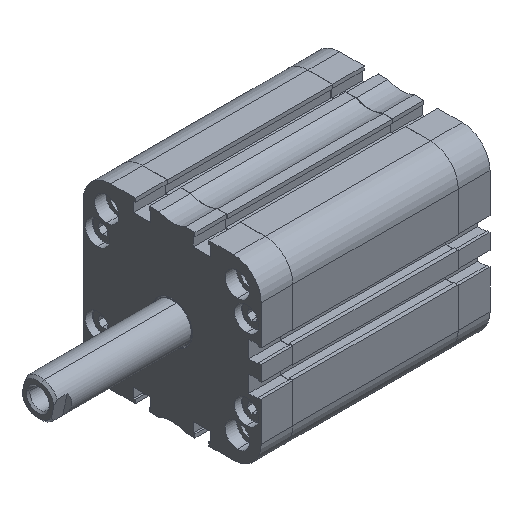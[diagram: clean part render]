
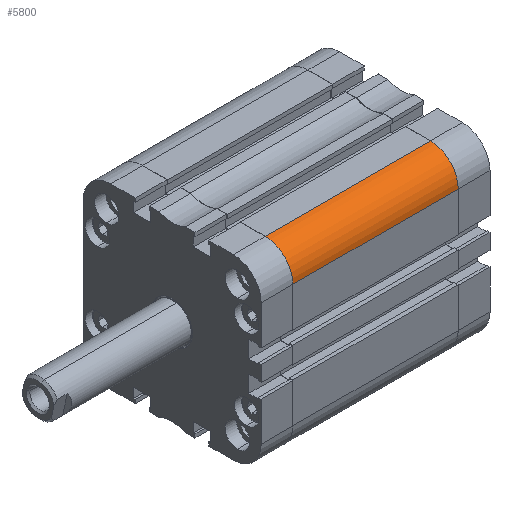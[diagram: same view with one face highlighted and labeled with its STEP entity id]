
A CAD part, isometric view. The second image highlights one B-rep face of the part: STEP entity #5800.
In plain terms, the highlighted cylindrical face has radius 12 mm (diameter 24 mm), a partial arc.
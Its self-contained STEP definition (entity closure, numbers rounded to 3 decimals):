
#685 = ORIENTED_EDGE ( 'NONE', *, *, #5418, .F. ) ;
#1344 = DIRECTION ( 'NONE',  ( 1., 0., 0. ) ) ;
#1381 = ORIENTED_EDGE ( 'NONE', *, *, #19079, .F. ) ;
#1384 = CARTESIAN_POINT ( 'NONE',  ( 71.5, -26.5, 38.5 ) ) ;
#3596 = CIRCLE ( 'NONE', #3959, 12. ) ;
#3959 = AXIS2_PLACEMENT_3D ( 'NONE', #6148, #18785, #13204 ) ;
#4223 = DIRECTION ( 'NONE',  ( 0., 0., 1. ) ) ;
#5102 = CARTESIAN_POINT ( 'NONE',  ( 0., -26.5, 38.5 ) ) ;
#5204 = AXIS2_PLACEMENT_3D ( 'NONE', #5829, #9538, #4223 ) ;
#5418 = EDGE_CURVE ( 'NONE', #9087, #14866, #14538, .T. ) ;
#5592 = DIRECTION ( 'NONE',  ( 1., 0., 0. ) ) ;
#5800 = ADVANCED_FACE ( 'NONE', ( #18230 ), #18572, .T. ) ;
#5829 = CARTESIAN_POINT ( 'NONE',  ( 71.5, -26.5, 26.5 ) ) ;
#6091 = EDGE_LOOP ( 'NONE', ( #19431, #14973, #1381, #685 ) ) ;
#6148 = CARTESIAN_POINT ( 'NONE',  ( 0., -26.5, 26.5 ) ) ;
#6490 = VECTOR ( 'NONE', #5592, 1000. ) ;
#7214 = LINE ( 'NONE', #21694, #6490 ) ;
#7270 = CARTESIAN_POINT ( 'NONE',  ( 0., -38.5, 26.5 ) ) ;
#7659 = AXIS2_PLACEMENT_3D ( 'NONE', #11605, #1344, #10340 ) ;
#9087 = VERTEX_POINT ( 'NONE', #11973 ) ;
#9160 = EDGE_CURVE ( 'NONE', #16317, #21238, #7214, .T. ) ;
#9231 = CARTESIAN_POINT ( 'NONE',  ( 71.5, -38.5, 26.5 ) ) ;
#9538 = DIRECTION ( 'NONE',  ( -1., 0., 0. ) ) ;
#10340 = DIRECTION ( 'NONE',  ( 0., 0., -1. ) ) ;
#11605 = CARTESIAN_POINT ( 'NONE',  ( 71.5, -26.5, 26.5 ) ) ;
#11973 = CARTESIAN_POINT ( 'NONE',  ( 71.5, -38.5, 26.5 ) ) ;
#13204 = DIRECTION ( 'NONE',  ( 0., 0., -1. ) ) ;
#14538 = LINE ( 'NONE', #9231, #21816 ) ;
#14866 = VERTEX_POINT ( 'NONE', #7270 ) ;
#14973 = ORIENTED_EDGE ( 'NONE', *, *, #9160, .F. ) ;
#16317 = VERTEX_POINT ( 'NONE', #5102 ) ;
#18230 = FACE_OUTER_BOUND ( 'NONE', #6091, .T. ) ;
#18380 = EDGE_CURVE ( 'NONE', #21238, #9087, #19470, .T. ) ;
#18572 = CYLINDRICAL_SURFACE ( 'NONE', #5204, 12. ) ;
#18785 = DIRECTION ( 'NONE',  ( -1., 0., 0. ) ) ;
#19079 = EDGE_CURVE ( 'NONE', #14866, #16317, #3596, .T. ) ;
#19431 = ORIENTED_EDGE ( 'NONE', *, *, #18380, .F. ) ;
#19470 = CIRCLE ( 'NONE', #7659, 12. ) ;
#19893 = DIRECTION ( 'NONE',  ( -1., 0., 0. ) ) ;
#21238 = VERTEX_POINT ( 'NONE', #1384 ) ;
#21694 = CARTESIAN_POINT ( 'NONE',  ( 71.5, -26.5, 38.5 ) ) ;
#21816 = VECTOR ( 'NONE', #19893, 1000. ) ;
